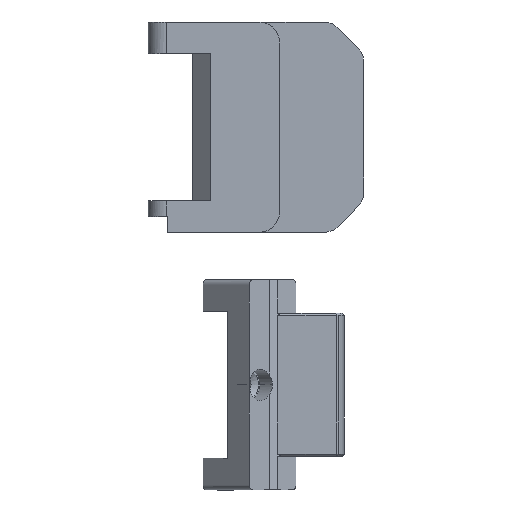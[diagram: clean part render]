
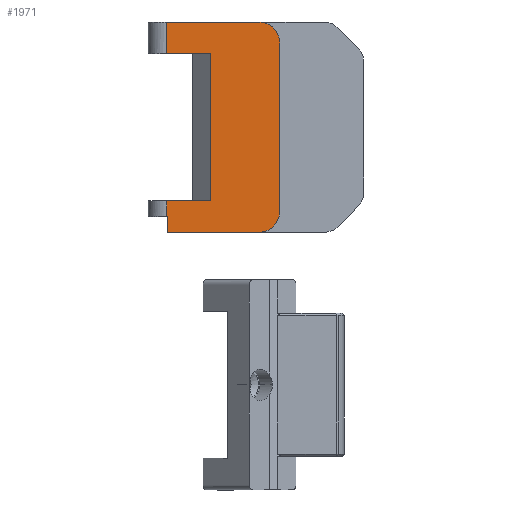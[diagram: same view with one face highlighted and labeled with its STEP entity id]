
A CAD part, top view. The second image highlights one B-rep face of the part: STEP entity #1971.
In plain terms, the highlighted face is planar.
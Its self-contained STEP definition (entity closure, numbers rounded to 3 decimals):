
#60=PLANE('',#2118);
#146=FACE_OUTER_BOUND('',#260,.T.);
#260=EDGE_LOOP('',(#1381,#1382,#1383,#1384,#1385,#1386,#1387,#1388,#1389,
#1390,#1391,#1392));
#385=CIRCLE('',#2115,4.);
#387=CIRCLE('',#2119,4.);
#439=LINE('',#2888,#671);
#440=LINE('',#2893,#672);
#441=LINE('',#2895,#673);
#442=LINE('',#2897,#674);
#443=LINE('',#2899,#675);
#444=LINE('',#2901,#676);
#445=LINE('',#2903,#677);
#446=LINE('',#2905,#678);
#447=LINE('',#2907,#679);
#448=LINE('',#2908,#680);
#671=VECTOR('',#2309,10.);
#672=VECTOR('',#2314,10.);
#673=VECTOR('',#2315,10.);
#674=VECTOR('',#2316,10.);
#675=VECTOR('',#2317,10.);
#676=VECTOR('',#2318,10.);
#677=VECTOR('',#2319,10.);
#678=VECTOR('',#2320,10.);
#679=VECTOR('',#2321,10.);
#680=VECTOR('',#2322,10.);
#902=VERTEX_POINT('',#2875);
#903=VERTEX_POINT('',#2876);
#907=VERTEX_POINT('',#2886);
#908=VERTEX_POINT('',#2890);
#909=VERTEX_POINT('',#2892);
#910=VERTEX_POINT('',#2894);
#911=VERTEX_POINT('',#2896);
#912=VERTEX_POINT('',#2898);
#913=VERTEX_POINT('',#2900);
#914=VERTEX_POINT('',#2902);
#915=VERTEX_POINT('',#2904);
#916=VERTEX_POINT('',#2906);
#1083=EDGE_CURVE('',#902,#903,#385,.T.);
#1089=EDGE_CURVE('',#907,#903,#439,.T.);
#1090=EDGE_CURVE('',#907,#908,#387,.T.);
#1091=EDGE_CURVE('',#909,#908,#440,.T.);
#1092=EDGE_CURVE('',#909,#910,#441,.T.);
#1093=EDGE_CURVE('',#911,#910,#442,.T.);
#1094=EDGE_CURVE('',#911,#912,#443,.T.);
#1095=EDGE_CURVE('',#913,#912,#444,.T.);
#1096=EDGE_CURVE('',#913,#914,#445,.T.);
#1097=EDGE_CURVE('',#915,#914,#446,.T.);
#1098=EDGE_CURVE('',#916,#915,#447,.T.);
#1099=EDGE_CURVE('',#902,#916,#448,.T.);
#1381=ORIENTED_EDGE('',*,*,#1083,.T.);
#1382=ORIENTED_EDGE('',*,*,#1089,.F.);
#1383=ORIENTED_EDGE('',*,*,#1090,.T.);
#1384=ORIENTED_EDGE('',*,*,#1091,.F.);
#1385=ORIENTED_EDGE('',*,*,#1092,.T.);
#1386=ORIENTED_EDGE('',*,*,#1093,.F.);
#1387=ORIENTED_EDGE('',*,*,#1094,.T.);
#1388=ORIENTED_EDGE('',*,*,#1095,.F.);
#1389=ORIENTED_EDGE('',*,*,#1096,.T.);
#1390=ORIENTED_EDGE('',*,*,#1097,.F.);
#1391=ORIENTED_EDGE('',*,*,#1098,.F.);
#1392=ORIENTED_EDGE('',*,*,#1099,.F.);
#1971=ADVANCED_FACE('',(#146),#60,.F.);
#2115=AXIS2_PLACEMENT_3D('',#2877,#2299,#2300);
#2118=AXIS2_PLACEMENT_3D('',#2889,#2310,#2311);
#2119=AXIS2_PLACEMENT_3D('',#2891,#2312,#2313);
#2299=DIRECTION('center_axis',(0.,0.,-1.));
#2300=DIRECTION('ref_axis',(-0.707,-0.707,0.));
#2309=DIRECTION('',(0.,-1.,0.));
#2310=DIRECTION('center_axis',(0.,0.,1.));
#2311=DIRECTION('ref_axis',(1.,0.,0.));
#2312=DIRECTION('center_axis',(0.,0.,-1.));
#2313=DIRECTION('ref_axis',(-0.707,0.707,0.));
#2314=DIRECTION('',(-1.,0.,0.));
#2315=DIRECTION('',(0.,-1.,0.));
#2316=DIRECTION('',(1.,0.,0.));
#2317=DIRECTION('',(0.,-1.,0.));
#2318=DIRECTION('',(-1.,0.,0.));
#2319=DIRECTION('',(0.,-1.,0.));
#2320=DIRECTION('',(1.,0.,0.));
#2321=DIRECTION('',(0.,1.,0.));
#2322=DIRECTION('',(1.,0.,0.));
#2875=CARTESIAN_POINT('',(20.,-40.,-7.));
#2876=CARTESIAN_POINT('',(16.,-36.,-7.));
#2877=CARTESIAN_POINT('Origin',(20.,-36.,-7.));
#2886=CARTESIAN_POINT('',(16.,-4.,-7.));
#2888=CARTESIAN_POINT('',(16.,-10.,-7.));
#2889=CARTESIAN_POINT('Origin',(27.5,-20.,-7.));
#2890=CARTESIAN_POINT('',(20.,0.,-7.));
#2891=CARTESIAN_POINT('Origin',(20.,-4.,-7.));
#2892=CARTESIAN_POINT('',(37.5,0.,-7.));
#2893=CARTESIAN_POINT('',(41.,0.,-7.));
#2894=CARTESIAN_POINT('',(37.5,-6.,-7.));
#2895=CARTESIAN_POINT('',(37.5,-40.,-7.));
#2896=CARTESIAN_POINT('',(29.1,-6.,-7.));
#2897=CARTESIAN_POINT('',(31.05,-6.,-7.));
#2898=CARTESIAN_POINT('',(29.1,-34.,-7.));
#2899=CARTESIAN_POINT('',(29.1,-27.,-7.));
#2900=CARTESIAN_POINT('',(37.5,-34.,-7.));
#2901=CARTESIAN_POINT('',(34.6,-34.,-7.));
#2902=CARTESIAN_POINT('',(37.5,-37.,-7.));
#2903=CARTESIAN_POINT('',(37.5,-40.,-7.));
#2904=CARTESIAN_POINT('',(37.257,-37.,-7.));
#2905=CARTESIAN_POINT('',(32.75,-37.,-7.));
#2906=CARTESIAN_POINT('',(37.257,-40.,-7.));
#2907=CARTESIAN_POINT('',(37.257,-30.,-7.));
#2908=CARTESIAN_POINT('',(14.,-40.,-7.));
